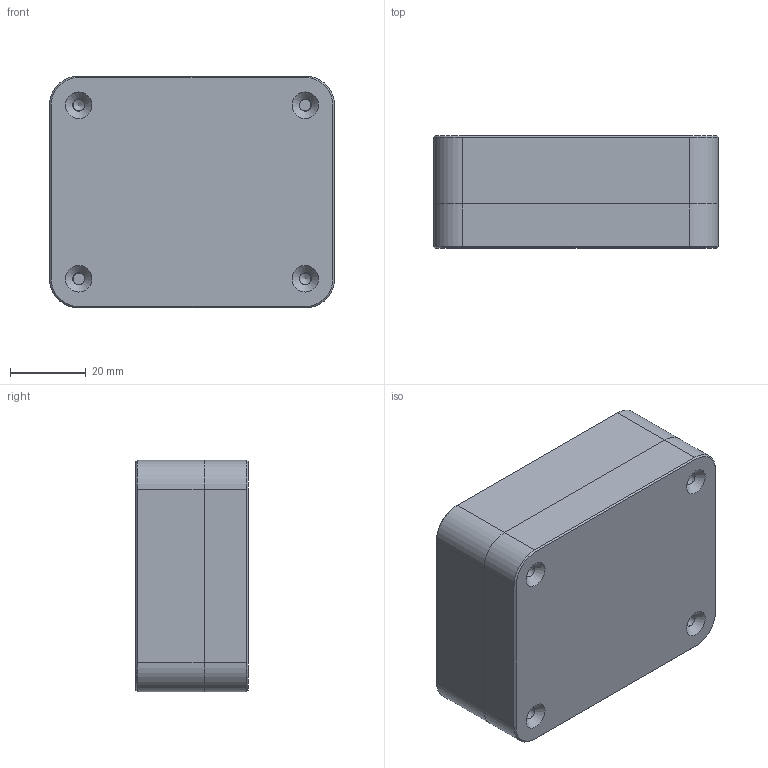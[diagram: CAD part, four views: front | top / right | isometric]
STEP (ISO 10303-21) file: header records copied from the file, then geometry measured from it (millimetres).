
FILE_DESCRIPTION(/* description */ (''),/* implementation_level */ '2;1');
FILE_NAME(/* name */ 'Enclosure v8.step',/* time_stamp */ '2024-01-31T07:38:22+01:00',/* author */ (''),/* organization */ (''),/* preprocessor_version */ 'ST-DEVELOPER v20',/* originating_system */ 'Autodesk Translation Framework v12.14.0.127',/* authorisation */ '');
FILE_SCHEMA (('AUTOMOTIVE_DESIGN { 1 0 10303 214 3 1 1 }'));
Length unit declared in the file: millimetre
Products named in the file (2): Enclosure; Enclosure_1
Assembly tree (1 placements, depth 2):
  Enclosure
    Enclosure_1
Bounding box: 75.05 x 29.6 x 61.08 mm (x, y, z)
Volume: 29863.6 mm3; surface area: 34375.5 mm2
Topology: 2 solids, 2 shells, 464 faces, 1120 edges, 678 vertices
Faces by surface type: plane 238, bspline 154, cone 36, cylinder 32, torus 4
Full cylindrical faces by diameter (mm): 3 x4, 3.2 x4, 4.88 x4, 7.08 x4
Entity records: 16628 total; most frequent: CARTESIAN_POINT 6919, ORIENTED_EDGE 2232, DIRECTION 1508, EDGE_CURVE 1116, VERTEX_POINT 678, LINE 674, VECTOR 674, EDGE_LOOP 494
